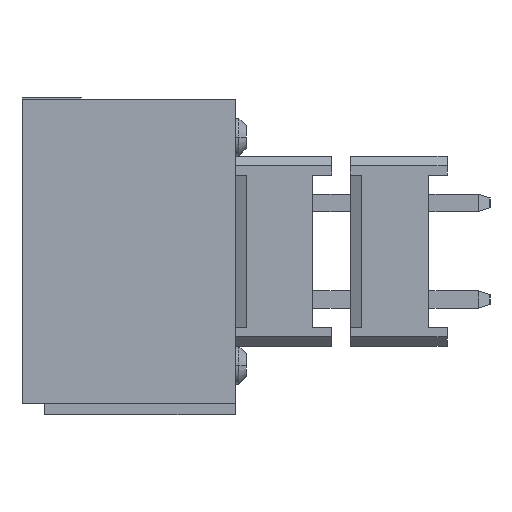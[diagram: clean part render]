
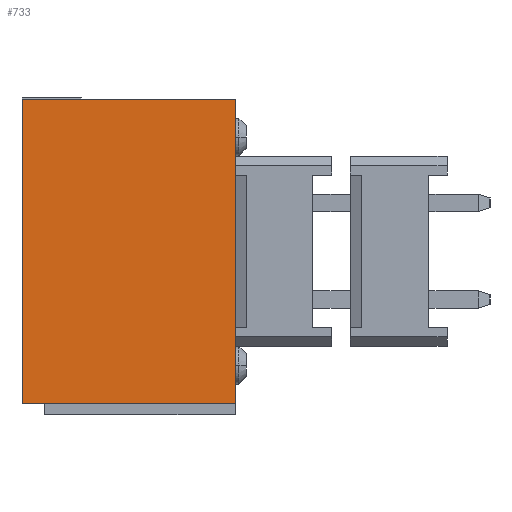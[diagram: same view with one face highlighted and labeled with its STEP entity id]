
A CAD part, left-side view. The second image highlights one B-rep face of the part: STEP entity #733.
In plain terms, the highlighted planar face has unit normal (-1, 0, 0).
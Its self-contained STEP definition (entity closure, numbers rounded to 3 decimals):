
#376=CARTESIAN_POINT('',(0.,7.62,-204.47));
#377=VERTEX_POINT('',#376);
#387=CARTESIAN_POINT('',(0.,149.86,-204.47));
#388=VERTEX_POINT('',#387);
#389=CARTESIAN_POINT('',(0.,7.62,-204.47));
#390=CARTESIAN_POINT('',(0.,36.068,-204.47));
#391=CARTESIAN_POINT('',(0.,64.516,-204.47));
#392=CARTESIAN_POINT('',(0.,92.964,-204.47));
#393=CARTESIAN_POINT('',(0.,121.412,-204.47));
#394=CARTESIAN_POINT('',(0.,149.86,-204.47));
#395=B_SPLINE_CURVE_WITH_KNOTS('',5,(#389,#390,#391,#392,#393,#394),.UNSPECIFIED.,.F.,.U.,(6,6),(0.,5.6),.UNSPECIFIED.);
#396=EDGE_CURVE('',#377,#388,#395,.T.);
#694=CARTESIAN_POINT('',(0.,78.74,-102.87));
#695=DIRECTION('',(0.,-1.,0.));
#696=DIRECTION('',(-1.,0.,0.));
#697=AXIS2_PLACEMENT_3D('',#694,#696,#695);
#698=PLANE('',#697);
#699=CARTESIAN_POINT('',(0.,7.62,-1.27));
#700=VERTEX_POINT('',#699);
#701=CARTESIAN_POINT('',(0.,7.62,-1.27));
#702=CARTESIAN_POINT('',(0.,7.62,-41.91));
#703=CARTESIAN_POINT('',(0.,7.62,-82.55));
#704=CARTESIAN_POINT('',(0.,7.62,-123.19));
#705=CARTESIAN_POINT('',(0.,7.62,-163.83));
#706=CARTESIAN_POINT('',(0.,7.62,-204.47));
#707=B_SPLINE_CURVE_WITH_KNOTS('',5,(#701,#702,#703,#704,#705,#706),.UNSPECIFIED.,.F.,.U.,(6,6),(0.,8.),.UNSPECIFIED.);
#708=EDGE_CURVE('',#700,#377,#707,.T.);
#709=ORIENTED_EDGE('',*,*,#708,.F.);
#710=CARTESIAN_POINT('',(0.,149.86,-1.27));
#711=VERTEX_POINT('',#710);
#712=CARTESIAN_POINT('',(0.,7.62,-1.27));
#713=CARTESIAN_POINT('',(0.,36.068,-1.27));
#714=CARTESIAN_POINT('',(0.,64.516,-1.27));
#715=CARTESIAN_POINT('',(0.,92.964,-1.27));
#716=CARTESIAN_POINT('',(0.,121.412,-1.27));
#717=CARTESIAN_POINT('',(0.,149.86,-1.27));
#718=B_SPLINE_CURVE_WITH_KNOTS('',5,(#712,#713,#714,#715,#716,#717),.UNSPECIFIED.,.F.,.U.,(6,6),(0.,5.6),.UNSPECIFIED.);
#719=EDGE_CURVE('',#700,#711,#718,.T.);
#720=ORIENTED_EDGE('',*,*,#719,.T.);
#721=CARTESIAN_POINT('',(0.,149.86,-1.27));
#722=CARTESIAN_POINT('',(0.,149.86,-41.91));
#723=CARTESIAN_POINT('',(0.,149.86,-82.55));
#724=CARTESIAN_POINT('',(0.,149.86,-123.19));
#725=CARTESIAN_POINT('',(0.,149.86,-163.83));
#726=CARTESIAN_POINT('',(0.,149.86,-204.47));
#727=B_SPLINE_CURVE_WITH_KNOTS('',5,(#721,#722,#723,#724,#725,#726),.UNSPECIFIED.,.F.,.U.,(6,6),(0.,8.),.UNSPECIFIED.);
#728=EDGE_CURVE('',#711,#388,#727,.T.);
#729=ORIENTED_EDGE('',*,*,#728,.T.);
#730=ORIENTED_EDGE('',*,*,#396,.F.);
#731=EDGE_LOOP('',(#709,#720,#729,#730));
#732=FACE_OUTER_BOUND('',#731,.T.);
#733=ADVANCED_FACE('',(#732),#698,.T.);
